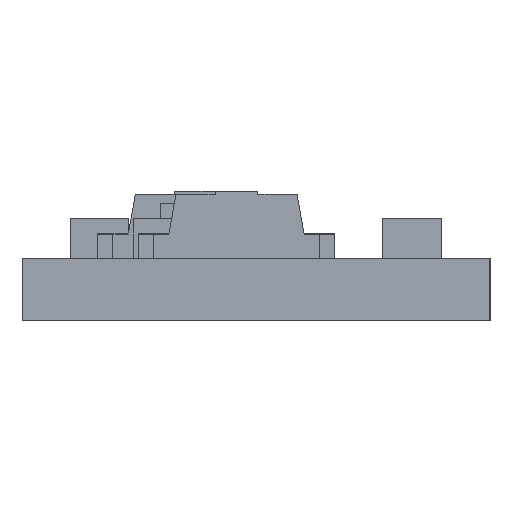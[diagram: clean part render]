
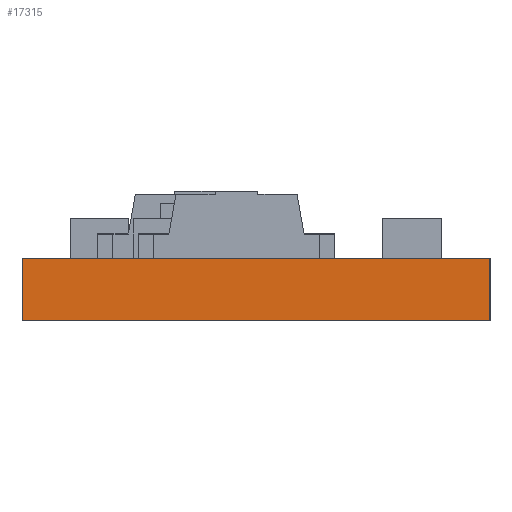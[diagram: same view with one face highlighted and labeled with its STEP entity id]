
A CAD part, left-side view. The second image highlights one B-rep face of the part: STEP entity #17315.
In plain terms, the highlighted planar face has unit normal (-1, 0, 0).
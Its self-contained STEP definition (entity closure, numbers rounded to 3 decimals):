
#543 = CARTESIAN_POINT ( 'NONE',  ( 0., 0., 1.016 ) ) ;
#763 = VERTEX_POINT ( 'NONE', #7200 ) ;
#1489 = VERTEX_POINT ( 'NONE', #32674 ) ;
#1805 = VERTEX_POINT ( 'NONE', #29804 ) ;
#2186 = VECTOR ( 'NONE', #7162, 1000. ) ;
#3464 = VECTOR ( 'NONE', #5800, 1000. ) ;
#4863 = EDGE_LOOP ( 'NONE', ( #17823, #27966, #7717, #23930 ) ) ;
#4995 = VECTOR ( 'NONE', #17638, 1000. ) ;
#5800 = DIRECTION ( 'NONE',  ( 0., -1., 0. ) ) ;
#5867 = CARTESIAN_POINT ( 'NONE',  ( 0., 0., 1.016 ) ) ;
#7162 = DIRECTION ( 'NONE',  ( 0., 0., -1. ) ) ;
#7200 = CARTESIAN_POINT ( 'NONE',  ( 0., 7.62, 1.016 ) ) ;
#7717 = ORIENTED_EDGE ( 'NONE', *, *, #21470, .F. ) ;
#8616 = DIRECTION ( 'NONE',  ( 0., 0., -1. ) ) ;
#9842 = CARTESIAN_POINT ( 'NONE',  ( 0., 0., 0. ) ) ;
#11261 = VERTEX_POINT ( 'NONE', #16306 ) ;
#11267 = LINE ( 'NONE', #543, #3464 ) ;
#11372 = DIRECTION ( 'NONE',  ( 1., 0., 0. ) ) ;
#12426 = DIRECTION ( 'NONE',  ( 0., 0., -1. ) ) ;
#13637 = LINE ( 'NONE', #22883, #2186 ) ;
#15032 = CARTESIAN_POINT ( 'NONE',  ( 0., 7.62, 1.016 ) ) ;
#16306 = CARTESIAN_POINT ( 'NONE',  ( 0., 0., 0. ) ) ;
#17315 = ADVANCED_FACE ( 'NONE', ( #29128 ), #21921, .F. ) ;
#17638 = DIRECTION ( 'NONE',  ( 0., -1., 0. ) ) ;
#17823 = ORIENTED_EDGE ( 'NONE', *, *, #33841, .T. ) ;
#21470 = EDGE_CURVE ( 'NONE', #763, #1805, #11267, .T. ) ;
#21817 = EDGE_CURVE ( 'NONE', #1805, #11261, #13637, .T. ) ;
#21921 = PLANE ( 'NONE',  #30558 ) ;
#21977 = LINE ( 'NONE', #15032, #26095 ) ;
#22230 = LINE ( 'NONE', #9842, #4995 ) ;
#22883 = CARTESIAN_POINT ( 'NONE',  ( 0., 0., 1.016 ) ) ;
#23930 = ORIENTED_EDGE ( 'NONE', *, *, #27162, .T. ) ;
#26095 = VECTOR ( 'NONE', #12426, 1000. ) ;
#27162 = EDGE_CURVE ( 'NONE', #763, #1489, #21977, .T. ) ;
#27966 = ORIENTED_EDGE ( 'NONE', *, *, #21817, .F. ) ;
#29128 = FACE_OUTER_BOUND ( 'NONE', #4863, .T. ) ;
#29804 = CARTESIAN_POINT ( 'NONE',  ( 0., 0., 1.016 ) ) ;
#30558 = AXIS2_PLACEMENT_3D ( 'NONE', #5867, #11372, #8616 ) ;
#32674 = CARTESIAN_POINT ( 'NONE',  ( 0., 7.62, 0. ) ) ;
#33841 = EDGE_CURVE ( 'NONE', #1489, #11261, #22230, .T. ) ;
